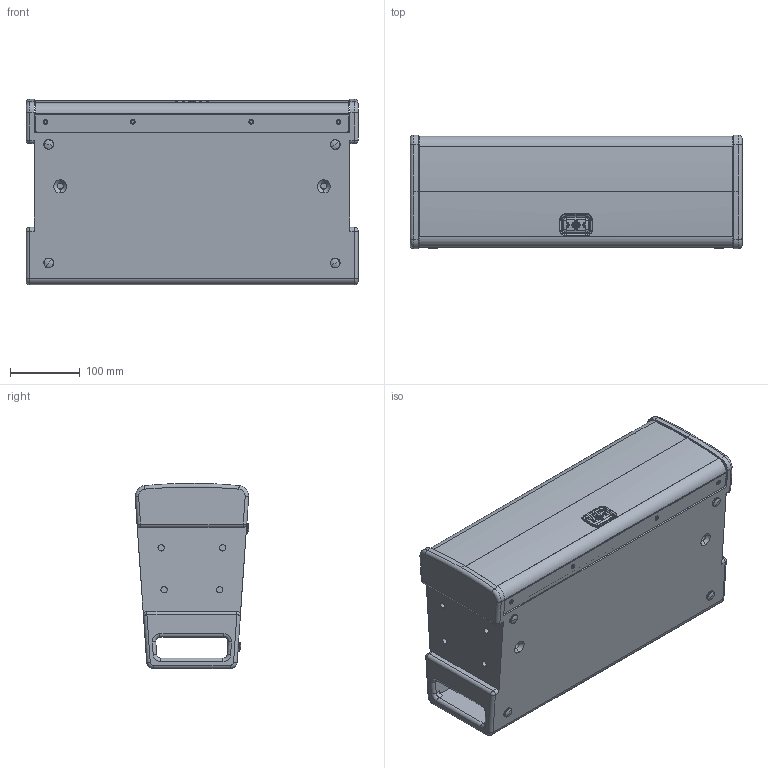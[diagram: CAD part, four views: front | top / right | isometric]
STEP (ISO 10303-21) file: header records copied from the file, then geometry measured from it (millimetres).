
FILE_DESCRIPTION (( 'STEP AP214' ), '1' );
FILE_NAME ('TNA-2051.STEP', '2020-02-26T14:51:47', ( '' ), ( '' ), 'SwSTEP 2.0', 'SolidWorks 2019', '' );
FILE_SCHEMA (( 'AUTOMOTIVE_DESIGN' ));
Length unit declared in the file: millimetre
Products named in the file (1): TNA-2051
Bounding box: 475 x 162.73 x 265.28 mm (x, y, z)
Volume: 14433338.5 mm3; surface area: 1027646.5 mm2
Topology: 8 solids, 16 shells, 627 faces, 1437 edges, 880 vertices
Faces by surface type: cylinder 276, plane 234, torus 44, cone 40, sphere 21, bspline 12
Entity records: 24960 total; most frequent: CARTESIAN_POINT 3695, DIRECTION 3176, ORIENTED_EDGE 2858, EDGE_CURVE 1429, AXIS2_PLACEMENT_3D 1209, VERTEX_POINT 876, VECTOR 758, LINE 758
